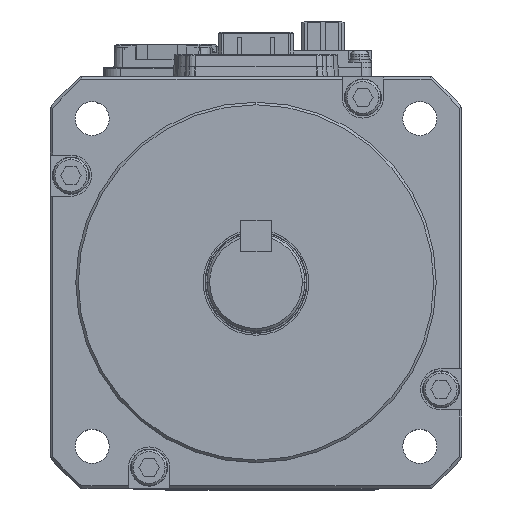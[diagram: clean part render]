
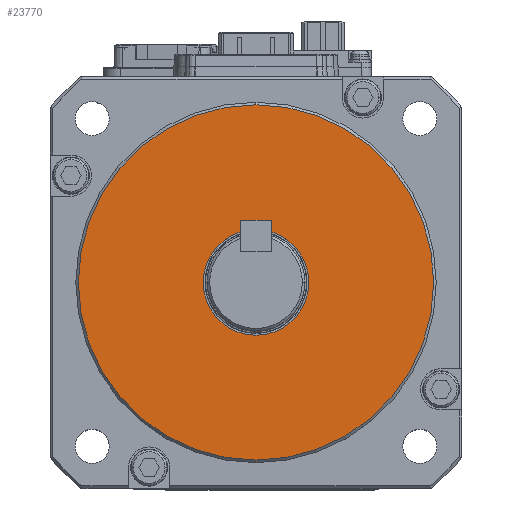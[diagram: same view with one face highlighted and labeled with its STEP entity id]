
A CAD part, top view. The second image highlights one B-rep face of the part: STEP entity #23770.
In plain terms, the highlighted planar face has unit normal (0, 0, 1).
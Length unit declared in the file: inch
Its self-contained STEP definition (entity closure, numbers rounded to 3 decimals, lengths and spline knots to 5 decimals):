
#98 = CARTESIAN_POINT ( 'NONE',  ( 0., 0.40354, 2.34252 ) ) ;
#597 = CIRCLE ( 'NONE', #7509, 0.40354 ) ;
#2017 = VERTEX_POINT ( 'NONE', #15042 ) ;
#2957 = PLANE ( 'NONE',  #41046 ) ;
#4201 = EDGE_CURVE ( 'NONE', #2017, #4265, #19013, .T. ) ;
#4265 = VERTEX_POINT ( 'NONE', #17218 ) ;
#4274 = AXIS2_PLACEMENT_3D ( 'NONE', #54523, #17905, #54298 ) ;
#5623 = DIRECTION ( 'NONE',  ( 0., 1., 0. ) ) ;
#5928 = AXIS2_PLACEMENT_3D ( 'NONE', #14049, #35029, #50470 ) ;
#6088 = AXIS2_PLACEMENT_3D ( 'NONE', #9302, #30020, #14791 ) ;
#7509 = AXIS2_PLACEMENT_3D ( 'NONE', #16248, #21998, #5623 ) ;
#9302 = CARTESIAN_POINT ( 'NONE',  ( 0., 0., 2.34252 ) ) ;
#10191 = EDGE_LOOP ( 'NONE', ( #15271, #13664 ) ) ;
#13664 = ORIENTED_EDGE ( 'NONE', *, *, #23312, .F. ) ;
#14049 = CARTESIAN_POINT ( 'NONE',  ( 0., 0., 2.34252 ) ) ;
#14791 = DIRECTION ( 'NONE',  ( 0., 1., 0. ) ) ;
#15042 = CARTESIAN_POINT ( 'NONE',  ( 0., 1.35827, 2.34252 ) ) ;
#15271 = ORIENTED_EDGE ( 'NONE', *, *, #4201, .F. ) ;
#16248 = CARTESIAN_POINT ( 'NONE',  ( 0., 0., 2.34252 ) ) ;
#17218 = CARTESIAN_POINT ( 'NONE',  ( 0., -1.35827, 2.34252 ) ) ;
#17905 = DIRECTION ( 'NONE',  ( 0., 0., -1. ) ) ;
#18941 = EDGE_LOOP ( 'NONE', ( #35816, #48799 ) ) ;
#19013 = CIRCLE ( 'NONE', #4274, 1.35827 ) ;
#21998 = DIRECTION ( 'NONE',  ( 0., 0., -1. ) ) ;
#23312 = EDGE_CURVE ( 'NONE', #4265, #2017, #55943, .T. ) ;
#23770 = ADVANCED_FACE ( 'NONE', ( #46081, #41942 ), #2957, .T. ) ;
#29509 = EDGE_CURVE ( 'NONE', #66946, #38832, #597, .T. ) ;
#30020 = DIRECTION ( 'NONE',  ( 0., 0., -1. ) ) ;
#34330 = EDGE_CURVE ( 'NONE', #38832, #66946, #67805, .T. ) ;
#35029 = DIRECTION ( 'NONE',  ( 0., 0., -1. ) ) ;
#35816 = ORIENTED_EDGE ( 'NONE', *, *, #29509, .T. ) ;
#36905 = CARTESIAN_POINT ( 'NONE',  ( 0., -0.40354, 2.34252 ) ) ;
#38832 = VERTEX_POINT ( 'NONE', #36905 ) ;
#41046 = AXIS2_PLACEMENT_3D ( 'NONE', #55727, #61323, #66628 ) ;
#41942 = FACE_OUTER_BOUND ( 'NONE', #10191, .T. ) ;
#46081 = FACE_BOUND ( 'NONE', #18941, .T. ) ;
#48799 = ORIENTED_EDGE ( 'NONE', *, *, #34330, .T. ) ;
#50470 = DIRECTION ( 'NONE',  ( 0., 1., 0. ) ) ;
#54298 = DIRECTION ( 'NONE',  ( 0., 1., 0. ) ) ;
#54523 = CARTESIAN_POINT ( 'NONE',  ( 0., 0., 2.34252 ) ) ;
#55727 = CARTESIAN_POINT ( 'NONE',  ( 0., 0., 2.34252 ) ) ;
#55943 = CIRCLE ( 'NONE', #6088, 1.35827 ) ;
#61323 = DIRECTION ( 'NONE',  ( 0., 0., 1. ) ) ;
#66628 = DIRECTION ( 'NONE',  ( 0., -1., 0. ) ) ;
#66946 = VERTEX_POINT ( 'NONE', #98 ) ;
#67805 = CIRCLE ( 'NONE', #5928, 0.40354 ) ;
